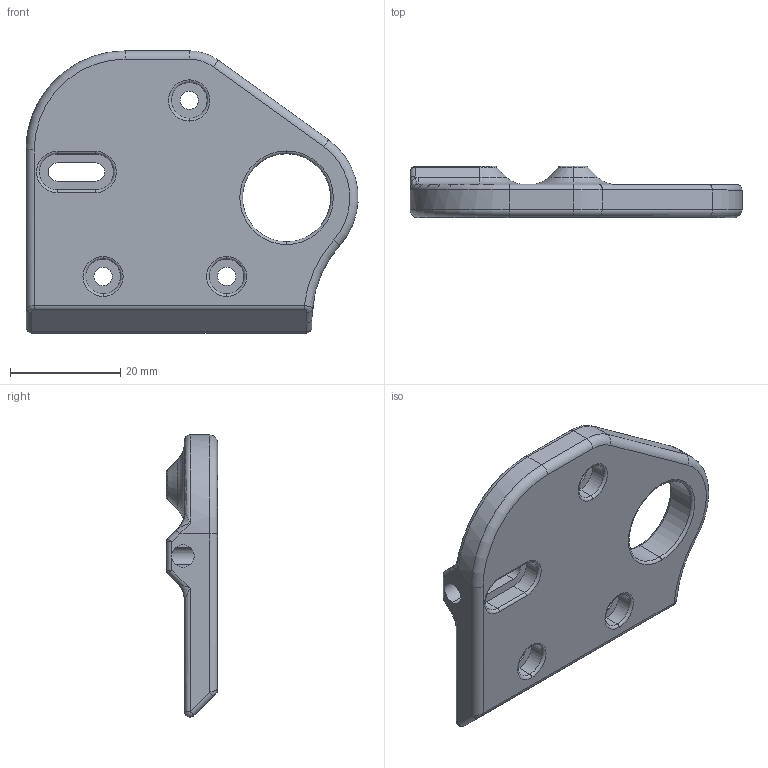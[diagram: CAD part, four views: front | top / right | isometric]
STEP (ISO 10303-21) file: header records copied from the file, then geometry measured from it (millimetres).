
FILE_DESCRIPTION (( 'STEP AP214' ), '1' );
FILE_NAME ('Top.STEP', '2024-10-12T21:46:04', ( '' ), ( '' ), 'SwSTEP 2.0', 'SolidWorks 2024', '' );
FILE_SCHEMA (( 'AUTOMOTIVE_DESIGN' ));
Length unit declared in the file: millimetre
Products named in the file (1): Top
Bounding box: 60.3 x 9.3 x 51.26 mm (x, y, z)
Volume: 13623.8 mm3; surface area: 6514.8 mm2
Topology: 1 solids, 1 shells, 105 faces, 245 edges, 140 vertices
Faces by surface type: cylinder 44, torus 26, plane 21, bspline 9, cone 3, sphere 2
Entity records: 3248 total; most frequent: CARTESIAN_POINT 833, DIRECTION 546, ORIENTED_EDGE 478, EDGE_CURVE 239, AXIS2_PLACEMENT_3D 231, VERTEX_POINT 140, CIRCLE 134, EDGE_LOOP 121
